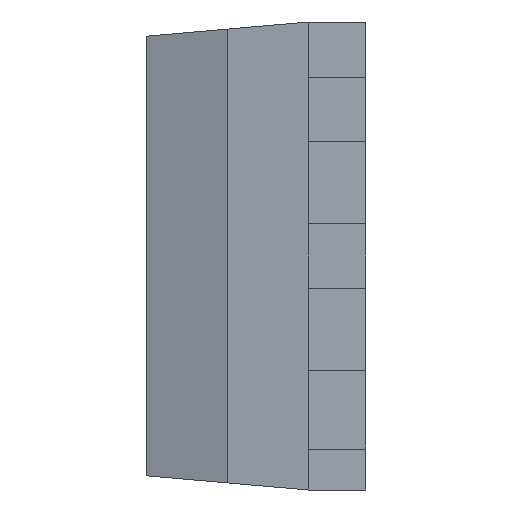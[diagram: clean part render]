
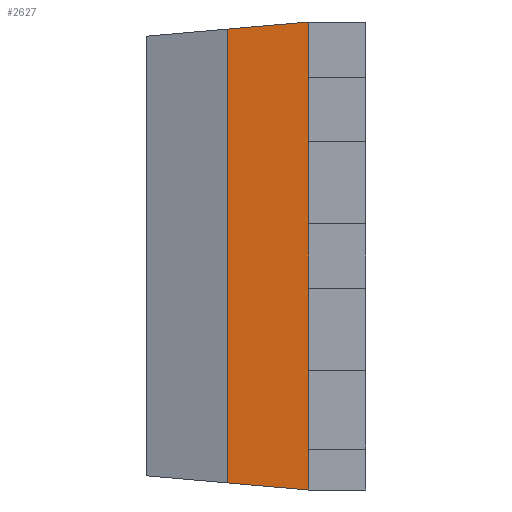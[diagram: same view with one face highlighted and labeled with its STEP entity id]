
A CAD part, left-side view. The second image highlights one B-rep face of the part: STEP entity #2627.
In plain terms, the highlighted planar face has unit normal (-0.996, 0.087, 0).
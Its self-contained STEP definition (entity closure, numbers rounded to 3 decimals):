
#37 = LINE ( 'NONE', #3489, #966 ) ;
#56 = DIRECTION ( 'NONE',  ( 0., 0., 1. ) ) ;
#57 = EDGE_CURVE ( 'NONE', #3148, #1195, #37, .T. ) ;
#61 = LINE ( 'NONE', #3022, #443 ) ;
#96 = EDGE_CURVE ( 'NONE', #2856, #4186, #1790, .T. ) ;
#195 = DIRECTION ( 'NONE',  ( 0., 0., 1. ) ) ;
#262 = FACE_OUTER_BOUND ( 'NONE', #2013, .T. ) ;
#316 = CARTESIAN_POINT ( 'NONE',  ( -1.3, 0.195, 0.1 ) ) ;
#368 = VERTEX_POINT ( 'NONE', #4027 ) ;
#438 = VECTOR ( 'NONE', #3298, 1000. ) ;
#439 = CARTESIAN_POINT ( 'NONE',  ( -1.3, 0.195, 0.8 ) ) ;
#443 = VECTOR ( 'NONE', #4044, 1000. ) ;
#502 = LINE ( 'NONE', #1401, #558 ) ;
#539 = LINE ( 'NONE', #1708, #2337 ) ;
#558 = VECTOR ( 'NONE', #2435, 1000. ) ;
#597 = VECTOR ( 'NONE', #3581, 1000. ) ;
#605 = ORIENTED_EDGE ( 'NONE', *, *, #1938, .T. ) ;
#705 = CARTESIAN_POINT ( 'NONE',  ( -1.3, 0.195, 0.6 ) ) ;
#722 = ORIENTED_EDGE ( 'NONE', *, *, #2454, .F. ) ;
#733 = EDGE_CURVE ( 'NONE', #368, #2856, #1577, .T. ) ;
#762 = ORIENTED_EDGE ( 'NONE', *, *, #2325, .T. ) ;
#783 = EDGE_CURVE ( 'NONE', #2024, #2944, #3290, .T. ) ;
#832 = CARTESIAN_POINT ( 'NONE',  ( -1.3, 0.195, -0.8 ) ) ;
#837 = CARTESIAN_POINT ( 'NONE',  ( -1.276, 0.473, 0.776 ) ) ;
#927 = DIRECTION ( 'NONE',  ( 0., 0., 1. ) ) ;
#944 = CARTESIAN_POINT ( 'NONE',  ( -1.3, 0.195, 0.8 ) ) ;
#966 = VECTOR ( 'NONE', #4155, 1000. ) ;
#995 = VERTEX_POINT ( 'NONE', #705 ) ;
#1046 = ORIENTED_EDGE ( 'NONE', *, *, #1425, .T. ) ;
#1186 = CARTESIAN_POINT ( 'NONE',  ( -1.3, 0.195, 0.8 ) ) ;
#1195 = VERTEX_POINT ( 'NONE', #837 ) ;
#1233 = PLANE ( 'NONE',  #1492 ) ;
#1249 = CARTESIAN_POINT ( 'NONE',  ( -1.3, 0.195, -0.8 ) ) ;
#1357 = VECTOR ( 'NONE', #1819, 1000. ) ;
#1401 = CARTESIAN_POINT ( 'NONE',  ( -1.3, 0.195, 0.8 ) ) ;
#1425 = EDGE_CURVE ( 'NONE', #4186, #2024, #61, .T. ) ;
#1437 = LINE ( 'NONE', #832, #597 ) ;
#1444 = VERTEX_POINT ( 'NONE', #1997 ) ;
#1483 = EDGE_CURVE ( 'NONE', #1743, #368, #502, .T. ) ;
#1492 = AXIS2_PLACEMENT_3D ( 'NONE', #1249, #2987, #2307 ) ;
#1577 = LINE ( 'NONE', #3249, #1627 ) ;
#1627 = VECTOR ( 'NONE', #195, 1000. ) ;
#1642 = ORIENTED_EDGE ( 'NONE', *, *, #96, .T. ) ;
#1688 = ORIENTED_EDGE ( 'NONE', *, *, #733, .T. ) ;
#1708 = CARTESIAN_POINT ( 'NONE',  ( -1.3, 0.195, 0.8 ) ) ;
#1743 = VERTEX_POINT ( 'NONE', #3279 ) ;
#1790 = LINE ( 'NONE', #2884, #1357 ) ;
#1819 = DIRECTION ( 'NONE',  ( 0., 0., 1. ) ) ;
#1938 = EDGE_CURVE ( 'NONE', #2944, #995, #2957, .T. ) ;
#1997 = CARTESIAN_POINT ( 'NONE',  ( -1.3, 0.195, 0.8 ) ) ;
#2013 = EDGE_LOOP ( 'NONE', ( #722, #4051, #2105, #2691, #1688, #1642, #1046, #4375, #605, #762 ) ) ;
#2024 = VERTEX_POINT ( 'NONE', #316 ) ;
#2105 = ORIENTED_EDGE ( 'NONE', *, *, #2414, .T. ) ;
#2151 = VECTOR ( 'NONE', #927, 1000. ) ;
#2307 = DIRECTION ( 'NONE',  ( -0.087, -0.996, 0. ) ) ;
#2325 = EDGE_CURVE ( 'NONE', #995, #1444, #4258, .T. ) ;
#2337 = VECTOR ( 'NONE', #3466, 1000. ) ;
#2414 = EDGE_CURVE ( 'NONE', #3148, #1743, #1437, .T. ) ;
#2435 = DIRECTION ( 'NONE',  ( 0., 0., 1. ) ) ;
#2454 = EDGE_CURVE ( 'NONE', #1195, #1444, #539, .T. ) ;
#2627 = ADVANCED_FACE ( 'NONE', ( #262 ), #1233, .T. ) ;
#2691 = ORIENTED_EDGE ( 'NONE', *, *, #1483, .T. ) ;
#2776 = VECTOR ( 'NONE', #56, 1000. ) ;
#2789 = CARTESIAN_POINT ( 'NONE',  ( -1.3, 0.195, -0.1 ) ) ;
#2833 = CARTESIAN_POINT ( 'NONE',  ( -1.3, 0.195, -0.4 ) ) ;
#2856 = VERTEX_POINT ( 'NONE', #2833 ) ;
#2884 = CARTESIAN_POINT ( 'NONE',  ( -1.3, 0.195, 0.8 ) ) ;
#2944 = VERTEX_POINT ( 'NONE', #3024 ) ;
#2957 = LINE ( 'NONE', #944, #438 ) ;
#2987 = DIRECTION ( 'NONE',  ( -0.996, 0.087, 0. ) ) ;
#3022 = CARTESIAN_POINT ( 'NONE',  ( -1.3, 0.195, 0.8 ) ) ;
#3024 = CARTESIAN_POINT ( 'NONE',  ( -1.3, 0.195, 0.4 ) ) ;
#3148 = VERTEX_POINT ( 'NONE', #3254 ) ;
#3249 = CARTESIAN_POINT ( 'NONE',  ( -1.3, 0.195, 0.8 ) ) ;
#3254 = CARTESIAN_POINT ( 'NONE',  ( -1.276, 0.472, -0.776 ) ) ;
#3279 = CARTESIAN_POINT ( 'NONE',  ( -1.3, 0.195, -0.8 ) ) ;
#3290 = LINE ( 'NONE', #1186, #2151 ) ;
#3298 = DIRECTION ( 'NONE',  ( 0., 0., 1. ) ) ;
#3466 = DIRECTION ( 'NONE',  ( -0.087, -0.992, 0.087 ) ) ;
#3489 = CARTESIAN_POINT ( 'NONE',  ( -1.276, 0.472, -0.8 ) ) ;
#3581 = DIRECTION ( 'NONE',  ( -0.087, -0.992, -0.087 ) ) ;
#4027 = CARTESIAN_POINT ( 'NONE',  ( -1.3, 0.195, -0.65 ) ) ;
#4044 = DIRECTION ( 'NONE',  ( 0., 0., 1. ) ) ;
#4051 = ORIENTED_EDGE ( 'NONE', *, *, #57, .F. ) ;
#4155 = DIRECTION ( 'NONE',  ( 0., 0., 1. ) ) ;
#4186 = VERTEX_POINT ( 'NONE', #2789 ) ;
#4258 = LINE ( 'NONE', #439, #2776 ) ;
#4375 = ORIENTED_EDGE ( 'NONE', *, *, #783, .T. ) ;
